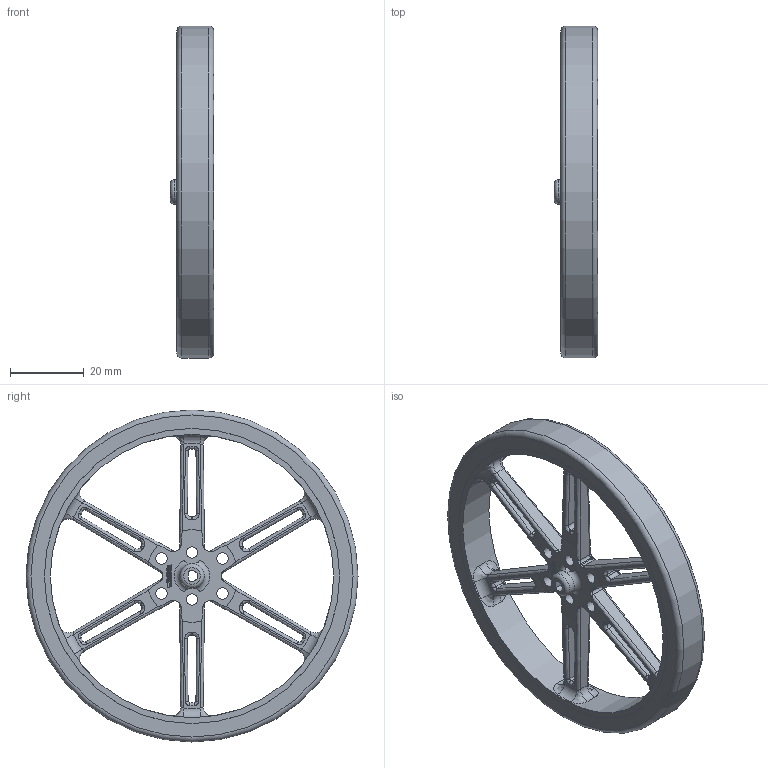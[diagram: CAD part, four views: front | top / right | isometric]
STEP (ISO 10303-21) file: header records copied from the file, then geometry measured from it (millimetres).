
FILE_DESCRIPTION (( 'STEP AP214' ), '1' );
FILE_NAME ('pololu-wheel-90×10mm-yellow.step', '2017-06-01T22:37:12', ( '' ), ( '' ), 'SwSTEP 2.0', 'SolidWorks 2016', '' );
FILE_SCHEMA (( 'AUTOMOTIVE_DESIGN' ));
Length unit declared in the file: millimetre
Products named in the file (1): pololu-wheel-90×10mm-yellow
Bounding box: 11.75 x 90 x 90 mm (x, y, z)
Volume: 22250.6 mm3; surface area: 13148.8 mm2
Topology: 1 solids, 1 shells, 544 faces, 1398 edges, 877 vertices
Faces by surface type: bspline 200, cone 111, plane 110, cylinder 82, torus 41
Full cylindrical faces by diameter (mm): 3.099 x6, 6.6 x1, 76.8 x1, 80 x2, 80.02 x2, 90 x1
Entity records: 25373 total; most frequent: CARTESIAN_POINT 13639, ORIENTED_EDGE 2746, DIRECTION 1949, EDGE_CURVE 1373, VERTEX_POINT 868, AXIS2_PLACEMENT_3D 843, EDGE_LOOP 619, B_SPLINE_CURVE_WITH_KNOTS 612
